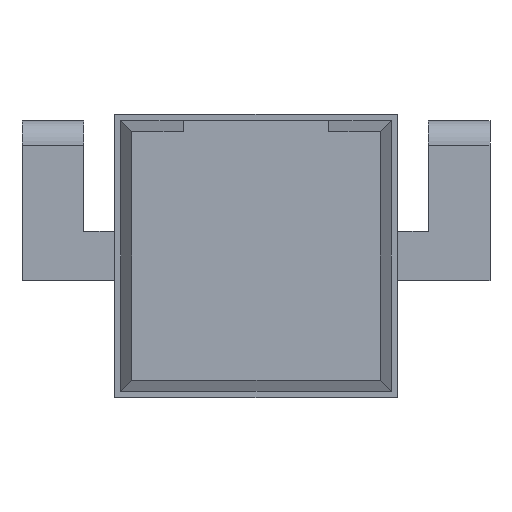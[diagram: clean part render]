
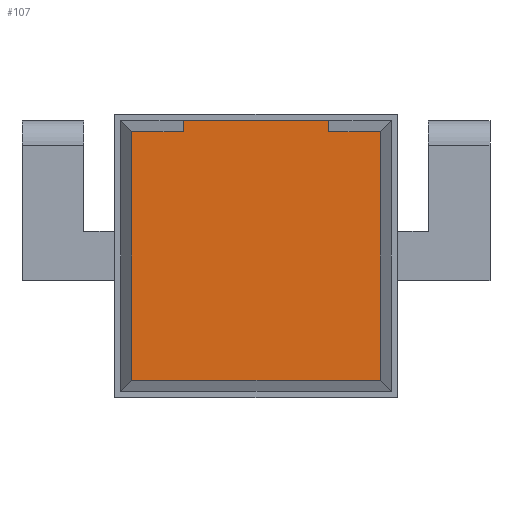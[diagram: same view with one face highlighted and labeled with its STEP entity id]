
A CAD part, front view. The second image highlights one B-rep face of the part: STEP entity #107.
In plain terms, the highlighted planar face has unit normal (0, -1, 0).
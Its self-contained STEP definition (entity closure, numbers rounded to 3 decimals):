
#42 = EDGE_CURVE ( 'NONE', #139, #426, #1588, .T. ) ;
#72 = VERTEX_POINT ( 'NONE', #101 ) ;
#76 = ORIENTED_EDGE ( 'NONE', *, *, #1603, .F. ) ;
#78 = EDGE_CURVE ( 'NONE', #1622, #701, #639, .T. ) ;
#96 = DIRECTION ( 'NONE',  ( 1., 0., 0. ) ) ;
#97 = VECTOR ( 'NONE', #431, 1000. ) ;
#101 = CARTESIAN_POINT ( 'NONE',  ( 0.592, -0.75, 1.1 ) ) ;
#107 = ADVANCED_FACE ( 'NONE', ( #502 ), #248, .F. ) ;
#110 = ORIENTED_EDGE ( 'NONE', *, *, #894, .F. ) ;
#123 = VECTOR ( 'NONE', #594, 1000. ) ;
#139 = VERTEX_POINT ( 'NONE', #1482 ) ;
#179 = LINE ( 'NONE', #836, #1191 ) ;
#189 = CARTESIAN_POINT ( 'NONE',  ( -0.592, -0.75, 1.1 ) ) ;
#227 = ORIENTED_EDGE ( 'NONE', *, *, #1590, .F. ) ;
#248 = PLANE ( 'NONE',  #1334 ) ;
#265 = DIRECTION ( 'NONE',  ( 0., 0., 1. ) ) ;
#335 = LINE ( 'NONE', #1467, #458 ) ;
#339 = CARTESIAN_POINT ( 'NONE',  ( -1.008, -0.75, -1.008 ) ) ;
#426 = VERTEX_POINT ( 'NONE', #484 ) ;
#431 = DIRECTION ( 'NONE',  ( 0., 0., -1. ) ) ;
#458 = VECTOR ( 'NONE', #1598, 1000. ) ;
#459 = DIRECTION ( 'NONE',  ( 0., 0., -1. ) ) ;
#484 = CARTESIAN_POINT ( 'NONE',  ( -0.592, -0.75, 1.008 ) ) ;
#502 = FACE_OUTER_BOUND ( 'NONE', #937, .T. ) ;
#564 = LINE ( 'NONE', #1079, #955 ) ;
#567 = ORIENTED_EDGE ( 'NONE', *, *, #1329, .T. ) ;
#585 = VECTOR ( 'NONE', #783, 1000. ) ;
#594 = DIRECTION ( 'NONE',  ( 0., 0., -1. ) ) ;
#639 = LINE ( 'NONE', #1454, #1124 ) ;
#645 = VERTEX_POINT ( 'NONE', #339 ) ;
#670 = VERTEX_POINT ( 'NONE', #757 ) ;
#701 = VERTEX_POINT ( 'NONE', #1466 ) ;
#714 = CARTESIAN_POINT ( 'NONE',  ( 1.1, -0.75, 1.008 ) ) ;
#722 = DIRECTION ( 'NONE',  ( 1., 0., 0. ) ) ;
#757 = CARTESIAN_POINT ( 'NONE',  ( 1.008, -0.75, -1.008 ) ) ;
#783 = DIRECTION ( 'NONE',  ( 1., 0., 0. ) ) ;
#809 = ORIENTED_EDGE ( 'NONE', *, *, #78, .F. ) ;
#831 = DIRECTION ( 'NONE',  ( 0., 0., 1. ) ) ;
#836 = CARTESIAN_POINT ( 'NONE',  ( -1.008, -0.75, 1.1 ) ) ;
#889 = LINE ( 'NONE', #189, #585 ) ;
#894 = EDGE_CURVE ( 'NONE', #670, #645, #335, .T. ) ;
#915 = CARTESIAN_POINT ( 'NONE',  ( 0.592, -0.75, 1.008 ) ) ;
#929 = ORIENTED_EDGE ( 'NONE', *, *, #940, .F. ) ;
#937 = EDGE_LOOP ( 'NONE', ( #809, #929, #227, #567, #993, #1499, #110, #76 ) ) ;
#940 = EDGE_CURVE ( 'NONE', #72, #1622, #564, .T. ) ;
#955 = VECTOR ( 'NONE', #459, 1000. ) ;
#973 = EDGE_CURVE ( 'NONE', #645, #139, #179, .T. ) ;
#993 = ORIENTED_EDGE ( 'NONE', *, *, #42, .F. ) ;
#1001 = DIRECTION ( 'NONE',  ( 0., 1., 0. ) ) ;
#1014 = VECTOR ( 'NONE', #96, 1000. ) ;
#1044 = CARTESIAN_POINT ( 'NONE',  ( 1.008, -0.75, -1.1 ) ) ;
#1079 = CARTESIAN_POINT ( 'NONE',  ( 0.592, -0.75, 1.1 ) ) ;
#1124 = VECTOR ( 'NONE', #722, 1000. ) ;
#1191 = VECTOR ( 'NONE', #831, 1000. ) ;
#1297 = LINE ( 'NONE', #1044, #97 ) ;
#1329 = EDGE_CURVE ( 'NONE', #1377, #426, #1566, .T. ) ;
#1334 = AXIS2_PLACEMENT_3D ( 'NONE', #1386, #1001, #265 ) ;
#1377 = VERTEX_POINT ( 'NONE', #1626 ) ;
#1386 = CARTESIAN_POINT ( 'NONE',  ( 0., -0.75, 0. ) ) ;
#1449 = CARTESIAN_POINT ( 'NONE',  ( -0.592, -0.75, 1.1 ) ) ;
#1454 = CARTESIAN_POINT ( 'NONE',  ( 1.1, -0.75, 1.008 ) ) ;
#1466 = CARTESIAN_POINT ( 'NONE',  ( 1.008, -0.75, 1.008 ) ) ;
#1467 = CARTESIAN_POINT ( 'NONE',  ( -1.1, -0.75, -1.008 ) ) ;
#1482 = CARTESIAN_POINT ( 'NONE',  ( -1.008, -0.75, 1.008 ) ) ;
#1499 = ORIENTED_EDGE ( 'NONE', *, *, #973, .F. ) ;
#1566 = LINE ( 'NONE', #1449, #123 ) ;
#1588 = LINE ( 'NONE', #714, #1014 ) ;
#1590 = EDGE_CURVE ( 'NONE', #1377, #72, #889, .T. ) ;
#1598 = DIRECTION ( 'NONE',  ( -1., 0., 0. ) ) ;
#1603 = EDGE_CURVE ( 'NONE', #701, #670, #1297, .T. ) ;
#1622 = VERTEX_POINT ( 'NONE', #915 ) ;
#1626 = CARTESIAN_POINT ( 'NONE',  ( -0.592, -0.75, 1.1 ) ) ;
